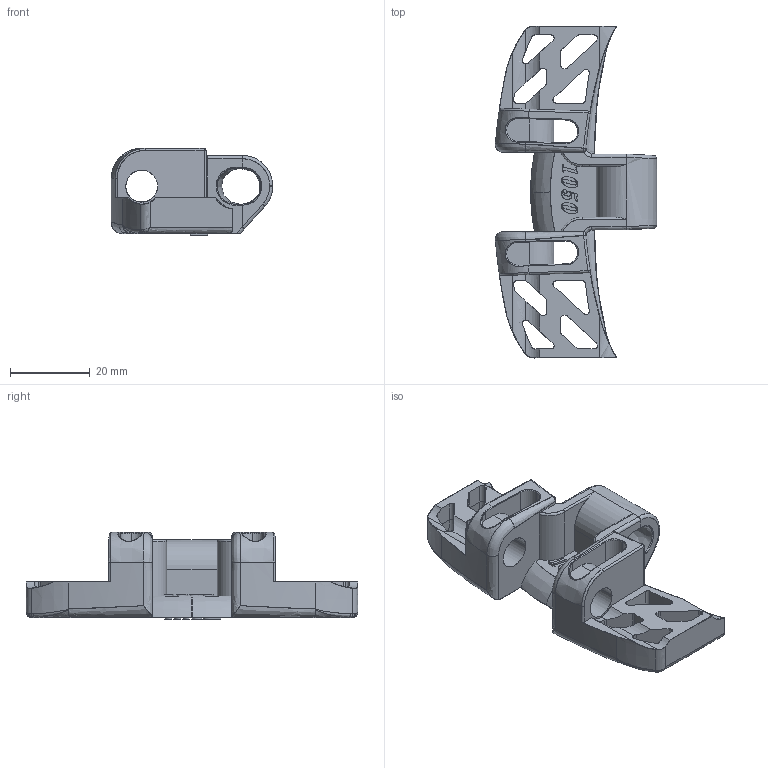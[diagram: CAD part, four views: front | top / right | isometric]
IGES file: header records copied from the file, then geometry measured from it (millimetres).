
Start section: SolidWorks IGES file using analytic representation for surfaces
Global section: file name: Bellt - 001050 - Placa Bflex 1050 Flush Grid Magnetic.IGS; native system: SolidWorks 2024; preprocessor: SolidWorks 2024; author: User; date: 250923.110652; units: millimetre
Bounding box: 40.54 x 83.4 x 21.9 mm (x, y, z)
Surface area: 11606.6 mm2 (no closed solid volume)
Topology: 0 solids, 0 shells, 612 faces, 6495 edges, 6476 vertices
Faces by surface type: bspline 418, revolution 194
